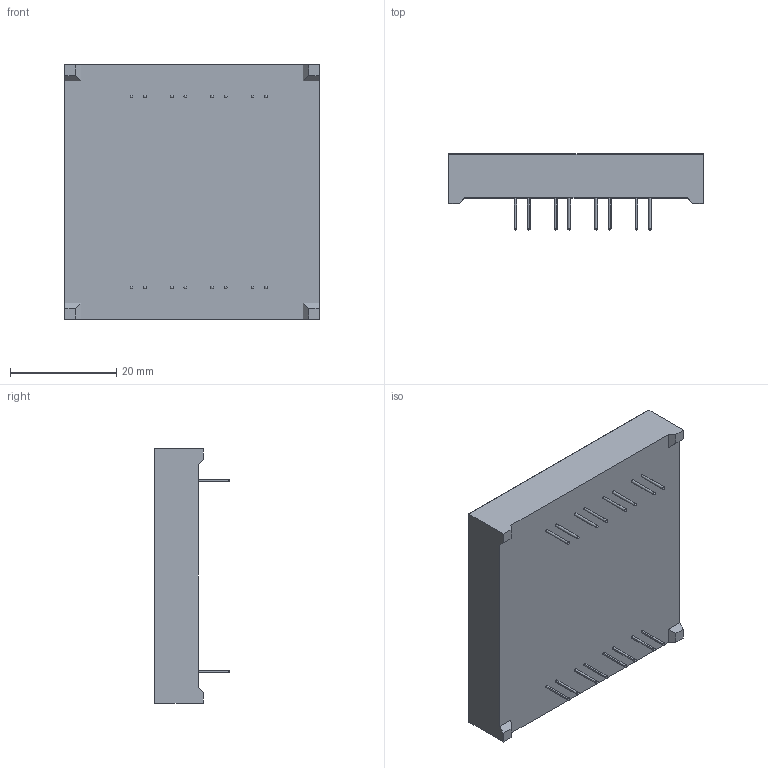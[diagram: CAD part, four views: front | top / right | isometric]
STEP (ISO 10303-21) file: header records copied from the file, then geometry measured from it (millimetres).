
FILE_DESCRIPTION (( 'STEP AP214' ), '1' );
FILE_NAME ('User Library-LED Matrix.STEP', '2018-09-18T08:52:22', ( '' ), ( '' ), 'SwSTEP 2.0', 'SolidWorks 2018', '' );
FILE_SCHEMA (( 'AUTOMOTIVE_DESIGN' ));
Length unit declared in the file: millimetre
Products named in the file (4): User Library-LED Matrix_TOM-1988AsW-B; User Library-LED Matrix; User Library-LED Matrix_top; User Library-LED Matrix_Pin
Assembly tree (18 placements, depth 2):
  User Library-LED Matrix
    User Library-LED Matrix_TOM-1988AsW-B
    User Library-LED Matrix_Pin  x16
    User Library-LED Matrix_top
Bounding box: 48 x 14.27 x 48 mm (x, y, z)
Volume: 18991.6 mm3; surface area: 8771.4 mm2
Topology: 18 solids, 18 shells, 216 faces, 604 edges, 392 vertices
Faces by surface type: cylinder 160, plane 40, bspline 16
Entity records: 7551 total; most frequent: DIRECTION 1066, CARTESIAN_POINT 946, ORIENTED_EDGE 904, EDGE_CURVE 452, AXIS2_PLACEMENT_3D 438, VERTEX_POINT 302, EDGE_LOOP 284, CIRCLE 262
